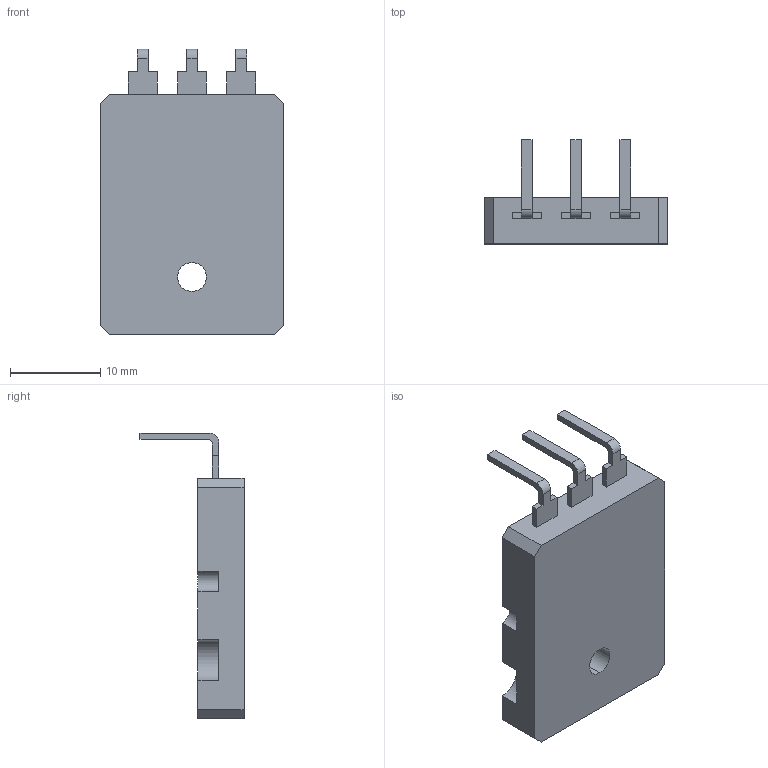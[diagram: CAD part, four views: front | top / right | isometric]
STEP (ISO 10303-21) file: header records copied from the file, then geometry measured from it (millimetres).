
FILE_DESCRIPTION (( 'STEP AP203' ), '1' );
FILE_NAME ('IXYK110N120A4.STEP', '2021-03-12T10:35:50', ( '' ), ( '' ), 'SwSTEP 2.0', 'SolidWorks 2016', '' );
FILE_SCHEMA (( 'CONFIG_CONTROL_DESIGN' ));
Length unit declared in the file: millimetre
Products named in the file (1): IXYK110N120A4
Bounding box: 20.3 x 11.5 x 31.6 mm (x, y, z)
Volume: 2697.6 mm3; surface area: 1770.6 mm2
Topology: 1 solids, 1 shells, 59 faces, 162 edges, 108 vertices
Faces by surface type: plane 47, cylinder 12
Entity records: 1941 total; most frequent: CARTESIAN_POINT 330, ORIENTED_EDGE 324, DIRECTION 306, EDGE_CURVE 162, VECTOR 138, LINE 138, VERTEX_POINT 108, AXIS2_PLACEMENT_3D 84
